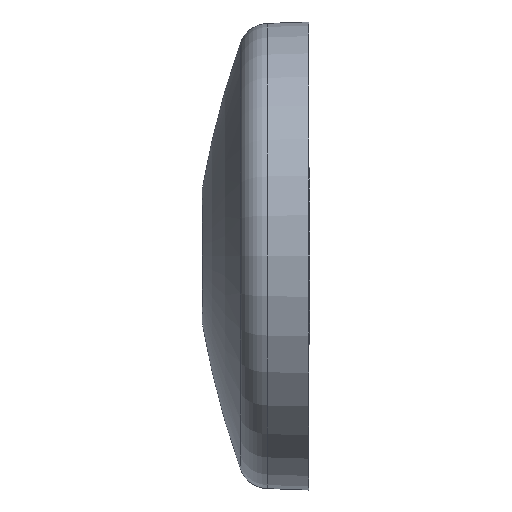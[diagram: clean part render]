
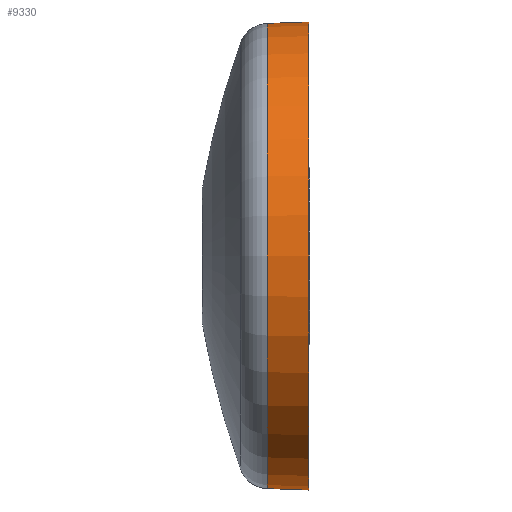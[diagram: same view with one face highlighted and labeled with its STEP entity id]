
A CAD part, left-side view. The second image highlights one B-rep face of the part: STEP entity #9330.
In plain terms, the highlighted conical face has half-angle 2 degrees and reference radius 39.256 mm.
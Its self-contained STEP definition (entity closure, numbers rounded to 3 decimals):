
#1528 = CIRCLE ( 'NONE', #3241, 39.256 ) ;
#1531 = CARTESIAN_POINT ( 'NONE',  ( 39.5, 0., -39.5 ) ) ;
#1660 = AXIS2_PLACEMENT_3D ( 'NONE', #14067, #4493, #15711 ) ;
#2062 = LINE ( 'NONE', #10317, #13367 ) ;
#2979 = FACE_OUTER_BOUND ( 'NONE', #18585, .T. ) ;
#3241 = AXIS2_PLACEMENT_3D ( 'NONE', #8481, #19702, #10088 ) ;
#3488 = VERTEX_POINT ( 'NONE', #1531 ) ;
#3838 = CARTESIAN_POINT ( 'NONE',  ( 39.5, 7., 39.256 ) ) ;
#3921 = CARTESIAN_POINT ( 'NONE',  ( 39.5, 7., 39.256 ) ) ;
#4493 = DIRECTION ( 'NONE',  ( 0., 1., 0. ) ) ;
#4760 = CARTESIAN_POINT ( 'NONE',  ( 39.5, 7., 0. ) ) ;
#5725 = CONICAL_SURFACE ( 'NONE', #20788, 39.256, 0.035 ) ;
#6180 = EDGE_CURVE ( 'NONE', #8925, #15834, #1528, .T. ) ;
#6579 = ORIENTED_EDGE ( 'NONE', *, *, #6180, .F. ) ;
#6720 = ORIENTED_EDGE ( 'NONE', *, *, #11701, .F. ) ;
#7317 = VECTOR ( 'NONE', #15130, 1000. ) ;
#7375 = VERTEX_POINT ( 'NONE', #11342 ) ;
#8481 = CARTESIAN_POINT ( 'NONE',  ( 39.5, 7., 0. ) ) ;
#8925 = VERTEX_POINT ( 'NONE', #9508 ) ;
#9330 = ADVANCED_FACE ( 'NONE', ( #2979 ), #5725, .T. ) ;
#9423 = DIRECTION ( 'NONE',  ( 0., -1., 0. ) ) ;
#9508 = CARTESIAN_POINT ( 'NONE',  ( 39.5, 7., -39.256 ) ) ;
#10088 = DIRECTION ( 'NONE',  ( 0., 0., 1. ) ) ;
#10317 = CARTESIAN_POINT ( 'NONE',  ( 39.5, 7., -39.256 ) ) ;
#10351 = ORIENTED_EDGE ( 'NONE', *, *, #11852, .T. ) ;
#11342 = CARTESIAN_POINT ( 'NONE',  ( 39.5, 0., 39.5 ) ) ;
#11701 = EDGE_CURVE ( 'NONE', #15834, #7375, #16340, .T. ) ;
#11852 = EDGE_CURVE ( 'NONE', #3488, #7375, #13818, .T. ) ;
#11938 = DIRECTION ( 'NONE',  ( 0., -0.999, -0.035 ) ) ;
#13367 = VECTOR ( 'NONE', #11938, 1000. ) ;
#13818 = CIRCLE ( 'NONE', #1660, 39.5 ) ;
#13998 = ORIENTED_EDGE ( 'NONE', *, *, #20554, .T. ) ;
#14067 = CARTESIAN_POINT ( 'NONE',  ( 39.5, 0., 0. ) ) ;
#15130 = DIRECTION ( 'NONE',  ( 0., -0.999, 0.035 ) ) ;
#15711 = DIRECTION ( 'NONE',  ( 0., 0., 1. ) ) ;
#15834 = VERTEX_POINT ( 'NONE', #3838 ) ;
#15981 = DIRECTION ( 'NONE',  ( 0., 0., -1. ) ) ;
#16340 = LINE ( 'NONE', #3921, #7317 ) ;
#18585 = EDGE_LOOP ( 'NONE', ( #6720, #6579, #13998, #10351 ) ) ;
#19702 = DIRECTION ( 'NONE',  ( 0., 1., 0. ) ) ;
#20554 = EDGE_CURVE ( 'NONE', #8925, #3488, #2062, .T. ) ;
#20788 = AXIS2_PLACEMENT_3D ( 'NONE', #4760, #9423, #15981 ) ;
